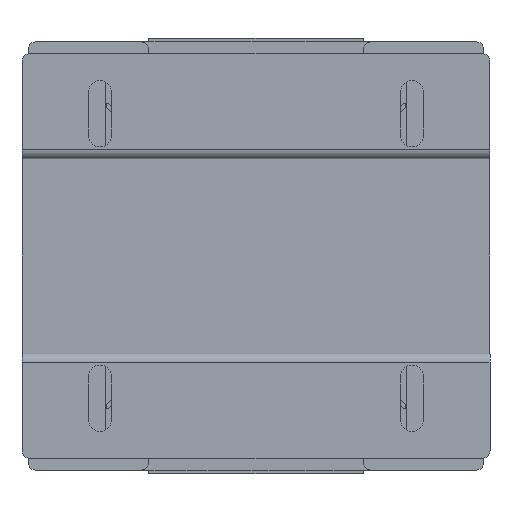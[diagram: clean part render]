
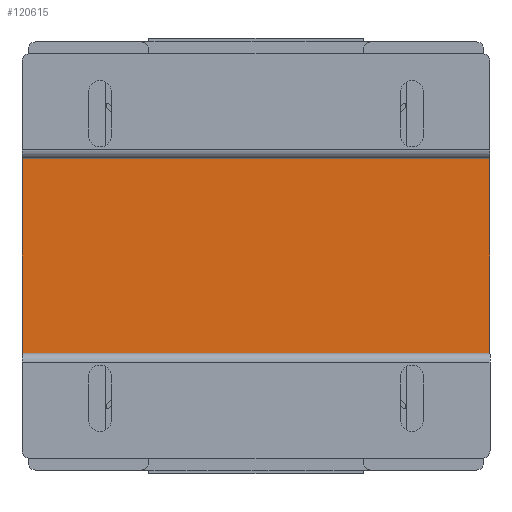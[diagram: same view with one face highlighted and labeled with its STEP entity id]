
A CAD part, front view. The second image highlights one B-rep face of the part: STEP entity #120615.
In plain terms, the highlighted planar face has unit normal (0, -1, 0).
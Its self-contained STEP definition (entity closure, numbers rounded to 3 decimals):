
#6897 = LINE ( 'NONE', #98364, #134348 ) ;
#25116 = CARTESIAN_POINT ( 'NONE',  ( 109.961, 7.123, 68.227 ) ) ;
#25522 = CARTESIAN_POINT ( 'NONE',  ( 109.961, 7.123, 118.011 ) ) ;
#25783 = CARTESIAN_POINT ( 'NONE',  ( -10.039, 7.123, 68.227 ) ) ;
#30466 = EDGE_CURVE ( 'NONE', #110400, #42975, #47690, .T. ) ;
#31608 = DIRECTION ( 'NONE',  ( 0., 1., 0. ) ) ;
#32876 = CARTESIAN_POINT ( 'NONE',  ( 109.961, 7.123, 118.011 ) ) ;
#38534 = LINE ( 'NONE', #103772, #105963 ) ;
#42975 = VERTEX_POINT ( 'NONE', #70140 ) ;
#44430 = FACE_OUTER_BOUND ( 'NONE', #139456, .T. ) ;
#47690 = LINE ( 'NONE', #25116, #117882 ) ;
#54098 = PLANE ( 'NONE',  #102085 ) ;
#54612 = EDGE_CURVE ( 'NONE', #131053, #110400, #38534, .T. ) ;
#56024 = CARTESIAN_POINT ( 'NONE',  ( -10.039, 7.123, 118.011 ) ) ;
#60190 = DIRECTION ( 'NONE',  ( 0., 0., -1. ) ) ;
#60918 = VECTOR ( 'NONE', #79291, 1000. ) ;
#69360 = DIRECTION ( 'NONE',  ( 1., 0., 0. ) ) ;
#70140 = CARTESIAN_POINT ( 'NONE',  ( 109.961, 7.123, 68.227 ) ) ;
#72124 = ORIENTED_EDGE ( 'NONE', *, *, #132583, .F. ) ;
#77061 = ORIENTED_EDGE ( 'NONE', *, *, #30466, .T. ) ;
#77076 = LINE ( 'NONE', #32876, #60918 ) ;
#79291 = DIRECTION ( 'NONE',  ( 0., 0., -1. ) ) ;
#84835 = DIRECTION ( 'NONE',  ( 1., 0., 0. ) ) ;
#95106 = VERTEX_POINT ( 'NONE', #25522 ) ;
#98364 = CARTESIAN_POINT ( 'NONE',  ( 109.961, 7.123, 118.011 ) ) ;
#101828 = EDGE_CURVE ( 'NONE', #131053, #95106, #6897, .T. ) ;
#102085 = AXIS2_PLACEMENT_3D ( 'NONE', #135730, #31608, #147730 ) ;
#103772 = CARTESIAN_POINT ( 'NONE',  ( -10.039, 7.123, 118.011 ) ) ;
#105963 = VECTOR ( 'NONE', #60190, 1000. ) ;
#110400 = VERTEX_POINT ( 'NONE', #25783 ) ;
#115975 = ORIENTED_EDGE ( 'NONE', *, *, #101828, .F. ) ;
#117882 = VECTOR ( 'NONE', #69360, 1000. ) ;
#120615 = ADVANCED_FACE ( 'NONE', ( #44430 ), #54098, .F. ) ;
#131053 = VERTEX_POINT ( 'NONE', #56024 ) ;
#131669 = ORIENTED_EDGE ( 'NONE', *, *, #54612, .T. ) ;
#132583 = EDGE_CURVE ( 'NONE', #95106, #42975, #77076, .T. ) ;
#134348 = VECTOR ( 'NONE', #84835, 1000. ) ;
#135730 = CARTESIAN_POINT ( 'NONE',  ( 109.961, 7.123, 118.011 ) ) ;
#139456 = EDGE_LOOP ( 'NONE', ( #77061, #72124, #115975, #131669 ) ) ;
#147730 = DIRECTION ( 'NONE',  ( -1., 0., 0. ) ) ;
